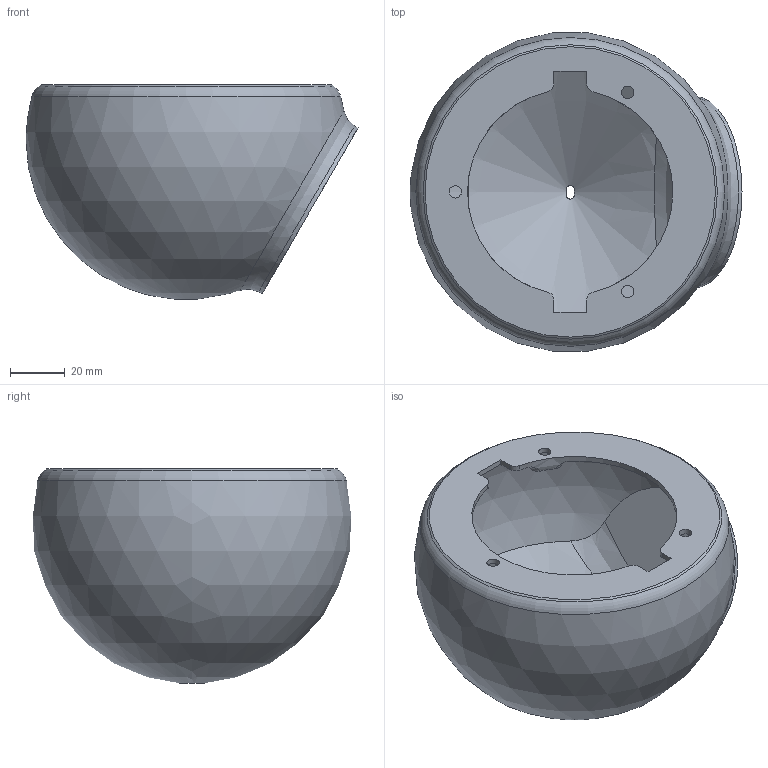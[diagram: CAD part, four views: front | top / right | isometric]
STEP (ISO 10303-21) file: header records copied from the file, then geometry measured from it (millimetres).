
FILE_DESCRIPTION(('STEP AP203'), '1');
FILE_NAME('膰豵鵨', '', ('UNSPECIFIED'), ('UNSPECIFIED'), 'C3D Converter', 'C3D Toolkit', '');
FILE_SCHEMA(('CONFIG_CONTROL_DESIGN'));
Length unit declared in the file: millimetre
Bounding box: 121.25 x 116.17 x 78.41 mm (x, y, z)
Volume: 122639.4 mm3; surface area: 64029.1 mm2
Topology: 1 solids, 1 shells, 81 faces, 214 edges, 139 vertices
Faces by surface type: plane 39, cylinder 19, torus 12, bspline 6, cone 3, sphere 2
Full cylindrical faces by diameter (mm): 4.5 x3, 66 x1, 70 x1
Entity records: 4159 total; most frequent: CARTESIAN_POINT 2171, ORIENTED_EDGE 400, DIRECTION 392, EDGE_CURVE 200, AXIS2_PLACEMENT_3D 149, VERTEX_POINT 139, EDGE_LOOP 107, LINE 94
